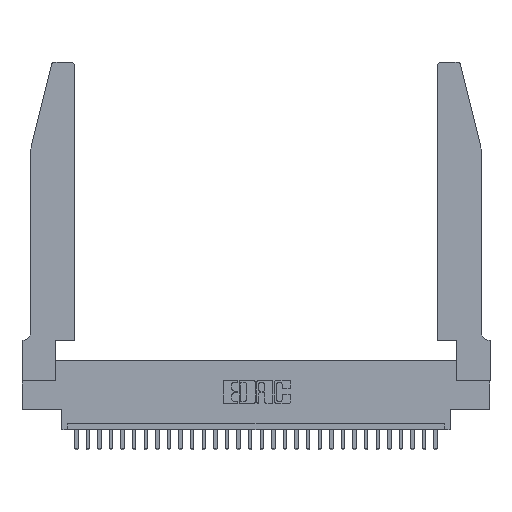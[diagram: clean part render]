
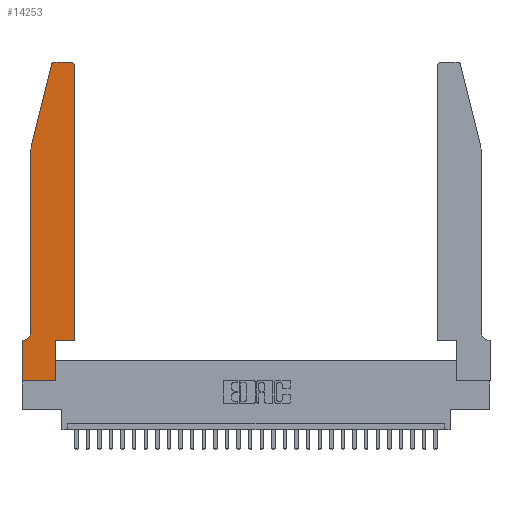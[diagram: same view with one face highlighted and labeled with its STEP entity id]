
A CAD part, top view. The second image highlights one B-rep face of the part: STEP entity #14253.
In plain terms, the highlighted planar face has unit normal (0, 0, 1).
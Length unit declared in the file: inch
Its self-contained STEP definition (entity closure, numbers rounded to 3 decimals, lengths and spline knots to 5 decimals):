
#13 = DIRECTION ( 'NONE',  ( 0., 0., 1. ) ) ;
#394 = LINE ( 'NONE', #29254, #22104 ) ;
#424 = LINE ( 'NONE', #23003, #25048 ) ;
#534 = CARTESIAN_POINT ( 'NONE',  ( 0.4205, 2.72, 0.37 ) ) ;
#559 = EDGE_CURVE ( 'NONE', #18127, #27922, #29962, .T. ) ;
#860 = EDGE_CURVE ( 'NONE', #6431, #19103, #7575, .T. ) ;
#1122 = CARTESIAN_POINT ( 'NONE',  ( 0.4505, 0.35, 0.37 ) ) ;
#1274 = AXIS2_PLACEMENT_3D ( 'NONE', #7315, #19186, #21570 ) ;
#1398 = ORIENTED_EDGE ( 'NONE', *, *, #559, .T. ) ;
#1946 = DIRECTION ( 'NONE',  ( 0., -1., 0. ) ) ;
#2409 = LINE ( 'NONE', #28516, #9407 ) ;
#2504 = ORIENTED_EDGE ( 'NONE', *, *, #20545, .T. ) ;
#2539 = LINE ( 'NONE', #6497, #13546 ) ;
#3018 = ORIENTED_EDGE ( 'NONE', *, *, #7974, .T. ) ;
#3774 = VERTEX_POINT ( 'NONE', #25442 ) ;
#4859 = CARTESIAN_POINT ( 'NONE',  ( 0., 0., 0.37 ) ) ;
#4980 = DIRECTION ( 'NONE',  ( 1., 0., 0. ) ) ;
#5967 = DIRECTION ( 'NONE',  ( -1., 0., 0. ) ) ;
#6376 = DIRECTION ( 'NONE',  ( 1., 0., 0. ) ) ;
#6431 = VERTEX_POINT ( 'NONE', #10622 ) ;
#6471 = EDGE_CURVE ( 'NONE', #8197, #7833, #19172, .T. ) ;
#6497 = CARTESIAN_POINT ( 'NONE',  ( 0.4505, 0.35, 0.37 ) ) ;
#6640 = LINE ( 'NONE', #28314, #29361 ) ;
#7006 = ORIENTED_EDGE ( 'NONE', *, *, #860, .T. ) ;
#7295 = DIRECTION ( 'NONE',  ( -1., 0., 0. ) ) ;
#7315 = CARTESIAN_POINT ( 'NONE',  ( 0., 0.35, 0.37 ) ) ;
#7564 = CARTESIAN_POINT ( 'NONE',  ( 0.4205, 2.75, 0.37 ) ) ;
#7575 = LINE ( 'NONE', #28139, #11249 ) ;
#7583 = CARTESIAN_POINT ( 'NONE',  ( 0., 0.35, 0.37 ) ) ;
#7833 = VERTEX_POINT ( 'NONE', #24301 ) ;
#7974 = EDGE_CURVE ( 'NONE', #27922, #25378, #2539, .T. ) ;
#8197 = VERTEX_POINT ( 'NONE', #26018 ) ;
#8658 = CARTESIAN_POINT ( 'NONE',  ( 0.4505, 0.35, 0.37 ) ) ;
#9407 = VECTOR ( 'NONE', #7295, 39.37008 ) ;
#10622 = CARTESIAN_POINT ( 'NONE',  ( 0.25487, 2.72718, 0.37 ) ) ;
#10837 = ORIENTED_EDGE ( 'NONE', *, *, #13067, .T. ) ;
#11249 = VECTOR ( 'NONE', #21354, 39.37008 ) ;
#11293 = AXIS2_PLACEMENT_3D ( 'NONE', #21976, #24008, #12112 ) ;
#11410 = CIRCLE ( 'NONE', #11293, 0.07 ) ;
#11600 = CARTESIAN_POINT ( 'NONE',  ( 0.4505, 2.72, 0.37 ) ) ;
#12112 = DIRECTION ( 'NONE',  ( -1., 0., 0. ) ) ;
#12913 = CARTESIAN_POINT ( 'NONE',  ( 0.0755, 2., 0.37 ) ) ;
#13067 = EDGE_CURVE ( 'NONE', #3774, #15427, #2409, .T. ) ;
#13546 = VECTOR ( 'NONE', #23243, 39.37008 ) ;
#14253 = ADVANCED_FACE ( 'NONE', ( #21441 ), #28538, .T. ) ;
#15141 = ORIENTED_EDGE ( 'NONE', *, *, #17708, .T. ) ;
#15149 = EDGE_CURVE ( 'NONE', #7833, #18127, #21380, .T. ) ;
#15427 = VERTEX_POINT ( 'NONE', #7583 ) ;
#15639 = CIRCLE ( 'NONE', #19047, 0.03 ) ;
#16164 = EDGE_CURVE ( 'NONE', #22567, #16756, #394, .T. ) ;
#16225 = DIRECTION ( 'NONE',  ( 1., 0., 0. ) ) ;
#16576 = DIRECTION ( 'NONE',  ( 0., -1., 0. ) ) ;
#16756 = VERTEX_POINT ( 'NONE', #21755 ) ;
#17315 = ORIENTED_EDGE ( 'NONE', *, *, #23742, .T. ) ;
#17482 = CIRCLE ( 'NONE', #27515, 0.03 ) ;
#17708 = EDGE_CURVE ( 'NONE', #16756, #6431, #17482, .T. ) ;
#17832 = EDGE_CURVE ( 'NONE', #25378, #22567, #15639, .T. ) ;
#18127 = VERTEX_POINT ( 'NONE', #25697 ) ;
#18506 = CARTESIAN_POINT ( 'NONE',  ( 0.284, 2.72, 0.37 ) ) ;
#19015 = DIRECTION ( 'NONE',  ( 0., 0., 1. ) ) ;
#19047 = AXIS2_PLACEMENT_3D ( 'NONE', #534, #19015, #4980 ) ;
#19103 = VERTEX_POINT ( 'NONE', #12913 ) ;
#19172 = LINE ( 'NONE', #4859, #29445 ) ;
#19186 = DIRECTION ( 'NONE',  ( 0., 0., 1. ) ) ;
#20545 = EDGE_CURVE ( 'NONE', #15427, #8197, #424, .T. ) ;
#21354 = DIRECTION ( 'NONE',  ( -0.239, -0.971, 0. ) ) ;
#21380 = LINE ( 'NONE', #29825, #28715 ) ;
#21441 = FACE_OUTER_BOUND ( 'NONE', #24501, .T. ) ;
#21570 = DIRECTION ( 'NONE',  ( 1., 0., 0. ) ) ;
#21755 = CARTESIAN_POINT ( 'NONE',  ( 0.284, 2.75, 0.37 ) ) ;
#21976 = CARTESIAN_POINT ( 'NONE',  ( 0.0055, 0.42, 0.37 ) ) ;
#22104 = VECTOR ( 'NONE', #5967, 39.37008 ) ;
#22567 = VERTEX_POINT ( 'NONE', #7564 ) ;
#22633 = VECTOR ( 'NONE', #6376, 39.37008 ) ;
#23003 = CARTESIAN_POINT ( 'NONE',  ( 0., 0., 0.37 ) ) ;
#23243 = DIRECTION ( 'NONE',  ( 0., 1., 0. ) ) ;
#23630 = EDGE_CURVE ( 'NONE', #19103, #27931, #6640, .T. ) ;
#23644 = DIRECTION ( 'NONE',  ( 1., 0., 0. ) ) ;
#23742 = EDGE_CURVE ( 'NONE', #27931, #3774, #11410, .T. ) ;
#24008 = DIRECTION ( 'NONE',  ( 0., 0., -1. ) ) ;
#24301 = CARTESIAN_POINT ( 'NONE',  ( 0.2865, 0., 0.37 ) ) ;
#24501 = EDGE_LOOP ( 'NONE', ( #30463, #15141, #7006, #25615, #17315, #10837, #2504, #25633, #28207, #1398, #3018, #29954 ) ) ;
#25048 = VECTOR ( 'NONE', #1946, 39.37008 ) ;
#25237 = DIRECTION ( 'NONE',  ( 0., 1., 0. ) ) ;
#25378 = VERTEX_POINT ( 'NONE', #11600 ) ;
#25442 = CARTESIAN_POINT ( 'NONE',  ( 0.0055, 0.35, 0.37 ) ) ;
#25615 = ORIENTED_EDGE ( 'NONE', *, *, #23630, .T. ) ;
#25633 = ORIENTED_EDGE ( 'NONE', *, *, #6471, .T. ) ;
#25697 = CARTESIAN_POINT ( 'NONE',  ( 0.2865, 0.35, 0.37 ) ) ;
#26018 = CARTESIAN_POINT ( 'NONE',  ( 0., 0., 0.37 ) ) ;
#27515 = AXIS2_PLACEMENT_3D ( 'NONE', #18506, #13, #16225 ) ;
#27922 = VERTEX_POINT ( 'NONE', #1122 ) ;
#27931 = VERTEX_POINT ( 'NONE', #29460 ) ;
#28139 = CARTESIAN_POINT ( 'NONE',  ( 0.0755, 2., 0.37 ) ) ;
#28207 = ORIENTED_EDGE ( 'NONE', *, *, #15149, .T. ) ;
#28314 = CARTESIAN_POINT ( 'NONE',  ( 0.0755, 2., 0.37 ) ) ;
#28516 = CARTESIAN_POINT ( 'NONE',  ( 0.0755, 0.35, 0.37 ) ) ;
#28538 = PLANE ( 'NONE',  #1274 ) ;
#28715 = VECTOR ( 'NONE', #25237, 39.37008 ) ;
#29254 = CARTESIAN_POINT ( 'NONE',  ( 0.2605, 2.75, 0.37 ) ) ;
#29361 = VECTOR ( 'NONE', #16576, 39.37008 ) ;
#29445 = VECTOR ( 'NONE', #23644, 39.37008 ) ;
#29460 = CARTESIAN_POINT ( 'NONE',  ( 0.0755, 0.42, 0.37 ) ) ;
#29825 = CARTESIAN_POINT ( 'NONE',  ( 0.2865, 0.35, 0.37 ) ) ;
#29954 = ORIENTED_EDGE ( 'NONE', *, *, #17832, .T. ) ;
#29962 = LINE ( 'NONE', #8658, #22633 ) ;
#30463 = ORIENTED_EDGE ( 'NONE', *, *, #16164, .T. ) ;
